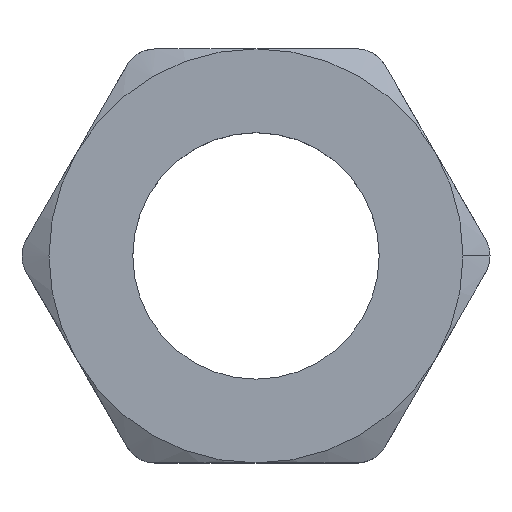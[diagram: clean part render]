
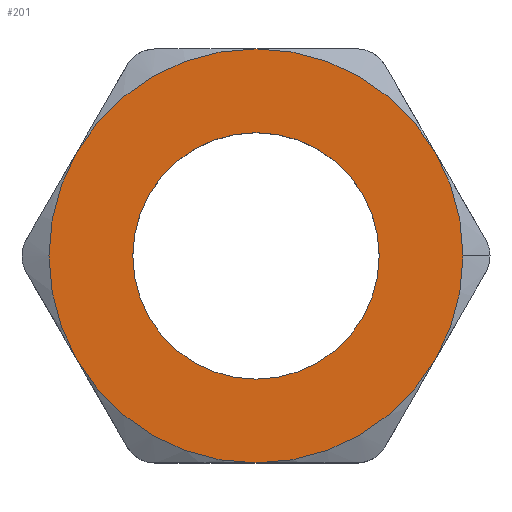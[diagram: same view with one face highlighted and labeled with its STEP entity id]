
A CAD part, top view. The second image highlights one B-rep face of the part: STEP entity #201.
In plain terms, the highlighted planar face has unit normal (0, 0, 1).
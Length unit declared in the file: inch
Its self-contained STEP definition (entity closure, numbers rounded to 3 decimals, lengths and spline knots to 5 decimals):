
#8 = VERTEX_POINT ( 'NONE', #900 ) ;
#13 = VERTEX_POINT ( 'NONE', #888 ) ;
#38 = VERTEX_POINT ( 'NONE', #961 ) ;
#96 = VERTEX_POINT ( 'NONE', #1180 ) ;
#106 = VERTEX_POINT ( 'NONE', #1247 ) ;
#184 = EDGE_CURVE ( 'NONE', #647, #106, #1404, .T. ) ;
#186 = ORIENTED_EDGE ( 'NONE', *, *, #716, .F. ) ;
#187 = ORIENTED_EDGE ( 'NONE', *, *, #645, .T. ) ;
#193 = EDGE_LOOP ( 'NONE', ( #249, #195, #350, #362, #252, #187, #203 ) ) ;
#195 = ORIENTED_EDGE ( 'NONE', *, *, #255, .T. ) ;
#196 = EDGE_CURVE ( 'NONE', #106, #38, #1410, .T. ) ;
#201 = ADVANCED_FACE ( 'NONE', ( #1355, #1354 ), #1336, .F. ) ;
#203 = ORIENTED_EDGE ( 'NONE', *, *, #184, .T. ) ;
#249 = ORIENTED_EDGE ( 'NONE', *, *, #196, .T. ) ;
#251 = EDGE_CURVE ( 'NONE', #13, #96, #1359, .T. ) ;
#252 = ORIENTED_EDGE ( 'NONE', *, *, #349, .T. ) ;
#255 = EDGE_CURVE ( 'NONE', #38, #8, #1434, .T. ) ;
#256 = ORIENTED_EDGE ( 'NONE', *, *, #257, .F. ) ;
#257 = EDGE_CURVE ( 'NONE', #838, #837, #1429, .T. ) ;
#262 = EDGE_LOOP ( 'NONE', ( #186, #256 ) ) ;
#349 = EDGE_CURVE ( 'NONE', #96, #646, #2236, .T. ) ;
#350 = ORIENTED_EDGE ( 'NONE', *, *, #361, .T. ) ;
#361 = EDGE_CURVE ( 'NONE', #8, #13, #2360, .T. ) ;
#362 = ORIENTED_EDGE ( 'NONE', *, *, #251, .T. ) ;
#645 = EDGE_CURVE ( 'NONE', #646, #647, #1505, .T. ) ;
#646 = VERTEX_POINT ( 'NONE', #1500 ) ;
#647 = VERTEX_POINT ( 'NONE', #1499 ) ;
#716 = EDGE_CURVE ( 'NONE', #837, #838, #1526, .T. ) ;
#837 = VERTEX_POINT ( 'NONE', #1912 ) ;
#838 = VERTEX_POINT ( 'NONE', #1911 ) ;
#888 = CARTESIAN_POINT ( 'NONE',  ( 0., -0.63, 0.27 ) ) ;
#900 = CARTESIAN_POINT ( 'NONE',  ( -0.5456, -0.315, 0.27 ) ) ;
#961 = CARTESIAN_POINT ( 'NONE',  ( -0.5456, 0.315, 0.27 ) ) ;
#1180 = CARTESIAN_POINT ( 'NONE',  ( 0.5456, -0.315, 0.27 ) ) ;
#1247 = CARTESIAN_POINT ( 'NONE',  ( 0., 0.63, 0.27 ) ) ;
#1292 = DIRECTION ( 'NONE',  ( 1., 0., 0. ) ) ;
#1293 = DIRECTION ( 'NONE',  ( 0., 0., 1. ) ) ;
#1294 = CARTESIAN_POINT ( 'NONE',  ( 0., 0., 0.27 ) ) ;
#1326 = DIRECTION ( 'NONE',  ( 1., 0., 0. ) ) ;
#1327 = DIRECTION ( 'NONE',  ( 0., 0., 1. ) ) ;
#1336 = PLANE ( 'NONE',  #1351 ) ;
#1351 = AXIS2_PLACEMENT_3D ( 'NONE', #1353, #1352, #1442 ) ;
#1352 = DIRECTION ( 'NONE',  ( 0., 0., -1. ) ) ;
#1353 = CARTESIAN_POINT ( 'NONE',  ( -0.36373, 0.63, 0.27 ) ) ;
#1354 = FACE_OUTER_BOUND ( 'NONE', #193, .T. ) ;
#1355 = FACE_BOUND ( 'NONE', #262, .T. ) ;
#1359 = CIRCLE ( 'NONE', #1364, 0.63 ) ;
#1364 = AXIS2_PLACEMENT_3D ( 'NONE', #1294, #1293, #1292 ) ;
#1397 = CARTESIAN_POINT ( 'NONE',  ( 0., 0., 0.27 ) ) ;
#1398 = AXIS2_PLACEMENT_3D ( 'NONE', #1397, #1327, #1326 ) ;
#1404 = CIRCLE ( 'NONE', #1398, 0.63 ) ;
#1406 = DIRECTION ( 'NONE',  ( 1., 0., 0. ) ) ;
#1407 = DIRECTION ( 'NONE',  ( 0., 0., 1. ) ) ;
#1408 = CARTESIAN_POINT ( 'NONE',  ( 0., 0., 0.27 ) ) ;
#1409 = AXIS2_PLACEMENT_3D ( 'NONE', #1408, #1407, #1406 ) ;
#1410 = CIRCLE ( 'NONE', #1409, 0.63 ) ;
#1425 = DIRECTION ( 'NONE',  ( 1., 0., 0. ) ) ;
#1426 = DIRECTION ( 'NONE',  ( 0., 0., 1. ) ) ;
#1427 = CARTESIAN_POINT ( 'NONE',  ( 0., 0., 0.27 ) ) ;
#1428 = AXIS2_PLACEMENT_3D ( 'NONE', #1427, #1426, #1425 ) ;
#1429 = CIRCLE ( 'NONE', #1428, 0.375 ) ;
#1430 = DIRECTION ( 'NONE',  ( 1., 0., 0. ) ) ;
#1431 = DIRECTION ( 'NONE',  ( 0., 0., 1. ) ) ;
#1432 = CARTESIAN_POINT ( 'NONE',  ( 0., 0., 0.27 ) ) ;
#1433 = AXIS2_PLACEMENT_3D ( 'NONE', #1432, #1431, #1430 ) ;
#1434 = CIRCLE ( 'NONE', #1433, 0.63 ) ;
#1442 = DIRECTION ( 'NONE',  ( -1., 0., 0. ) ) ;
#1499 = CARTESIAN_POINT ( 'NONE',  ( 0.5456, 0.315, 0.27 ) ) ;
#1500 = CARTESIAN_POINT ( 'NONE',  ( 0.63, 0., 0.27 ) ) ;
#1501 = DIRECTION ( 'NONE',  ( 1., 0., 0. ) ) ;
#1502 = DIRECTION ( 'NONE',  ( 0., 0., 1. ) ) ;
#1503 = CARTESIAN_POINT ( 'NONE',  ( 0., 0., 0.27 ) ) ;
#1504 = AXIS2_PLACEMENT_3D ( 'NONE', #1503, #1502, #1501 ) ;
#1505 = CIRCLE ( 'NONE', #1504, 0.63 ) ;
#1526 = CIRCLE ( 'NONE', #1582, 0.375 ) ;
#1579 = DIRECTION ( 'NONE',  ( 1., 0., 0. ) ) ;
#1580 = DIRECTION ( 'NONE',  ( 0., 0., 1. ) ) ;
#1581 = CARTESIAN_POINT ( 'NONE',  ( 0., 0., 0.27 ) ) ;
#1582 = AXIS2_PLACEMENT_3D ( 'NONE', #1581, #1580, #1579 ) ;
#1911 = CARTESIAN_POINT ( 'NONE',  ( 0.375, 0., 0.27 ) ) ;
#1912 = CARTESIAN_POINT ( 'NONE',  ( -0.375, 0., 0.27 ) ) ;
#2236 = CIRCLE ( 'NONE', #2246, 0.63 ) ;
#2241 = DIRECTION ( 'NONE',  ( 1., 0., 0. ) ) ;
#2244 = DIRECTION ( 'NONE',  ( 0., 0., 1. ) ) ;
#2245 = CARTESIAN_POINT ( 'NONE',  ( 0., 0., 0.27 ) ) ;
#2246 = AXIS2_PLACEMENT_3D ( 'NONE', #2245, #2244, #2241 ) ;
#2348 = DIRECTION ( 'NONE',  ( 1., 0., 0. ) ) ;
#2349 = DIRECTION ( 'NONE',  ( 0., 0., 1. ) ) ;
#2350 = CARTESIAN_POINT ( 'NONE',  ( 0., 0., 0.27 ) ) ;
#2351 = AXIS2_PLACEMENT_3D ( 'NONE', #2350, #2349, #2348 ) ;
#2360 = CIRCLE ( 'NONE', #2351, 0.63 ) ;
